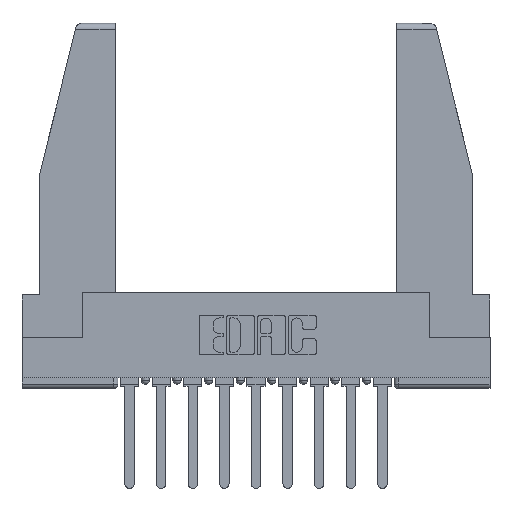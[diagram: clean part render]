
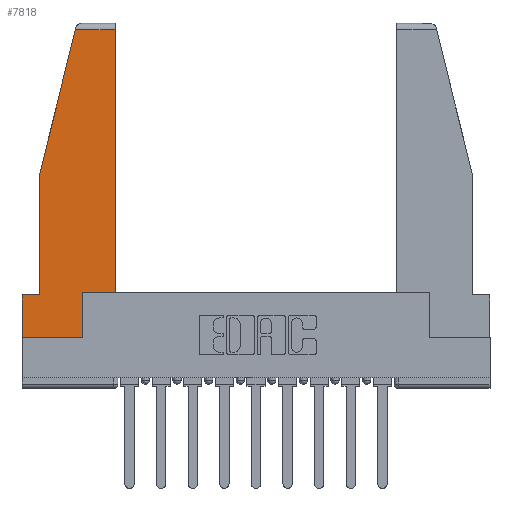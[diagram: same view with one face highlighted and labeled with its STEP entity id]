
A CAD part, top view. The second image highlights one B-rep face of the part: STEP entity #7818.
In plain terms, the highlighted planar face has unit normal (0, 0, 1).
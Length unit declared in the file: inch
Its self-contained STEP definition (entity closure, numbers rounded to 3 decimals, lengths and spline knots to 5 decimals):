
#271 = DIRECTION ( 'NONE',  ( 0., 1., 0. ) ) ;
#699 = CARTESIAN_POINT ( 'NONE',  ( 0.086, 0.8, 0. ) ) ;
#815 = CARTESIAN_POINT ( 'NONE',  ( 0.461, 1.52, 0. ) ) ;
#1371 = DIRECTION ( 'NONE',  ( -1., 0., 0. ) ) ;
#1506 = VERTEX_POINT ( 'NONE', #13974 ) ;
#1981 = DIRECTION ( 'NONE',  ( -1., 0., 0. ) ) ;
#2001 = CARTESIAN_POINT ( 'NONE',  ( 0., 0., 0. ) ) ;
#3027 = VECTOR ( 'NONE', #10154, 39.37008 ) ;
#3327 = CARTESIAN_POINT ( 'NONE',  ( 0., 0., 0. ) ) ;
#3401 = VERTEX_POINT ( 'NONE', #13459 ) ;
#3411 = VERTEX_POINT ( 'NONE', #815 ) ;
#4165 = VECTOR ( 'NONE', #1981, 39.37008 ) ;
#4441 = ORIENTED_EDGE ( 'NONE', *, *, #10737, .T. ) ;
#4628 = ORIENTED_EDGE ( 'NONE', *, *, #12422, .T. ) ;
#4712 = CARTESIAN_POINT ( 'NONE',  ( 0.297, 0., 0. ) ) ;
#4878 = LINE ( 'NONE', #10620, #6131 ) ;
#4963 = VERTEX_POINT ( 'NONE', #11095 ) ;
#5049 = ORIENTED_EDGE ( 'NONE', *, *, #14512, .T. ) ;
#5109 = VECTOR ( 'NONE', #6881, 39.37008 ) ;
#5679 = CARTESIAN_POINT ( 'NONE',  ( 0.271, 1.55, 0. ) ) ;
#5978 = LINE ( 'NONE', #11233, #4165 ) ;
#6131 = VECTOR ( 'NONE', #11785, 39.37008 ) ;
#6176 = EDGE_CURVE ( 'NONE', #4963, #8515, #14601, .T. ) ;
#6231 = LINE ( 'NONE', #10510, #9835 ) ;
#6526 = VERTEX_POINT ( 'NONE', #13087 ) ;
#6612 = DIRECTION ( 'NONE',  ( 1., 0., 0. ) ) ;
#6881 = DIRECTION ( 'NONE',  ( 0., 1., 0. ) ) ;
#6932 = VECTOR ( 'NONE', #13697, 39.37008 ) ;
#7114 = CARTESIAN_POINT ( 'NONE',  ( 0.086, 0.8, 0. ) ) ;
#7193 = VECTOR ( 'NONE', #14356, 39.37008 ) ;
#7346 = LINE ( 'NONE', #4712, #11312 ) ;
#7389 = EDGE_CURVE ( 'NONE', #8515, #3411, #11402, .T. ) ;
#7487 = VERTEX_POINT ( 'NONE', #3327 ) ;
#7627 = ORIENTED_EDGE ( 'NONE', *, *, #12355, .T. ) ;
#7818 = ADVANCED_FACE ( 'NONE', ( #8862 ), #13530, .T. ) ;
#8094 = CARTESIAN_POINT ( 'NONE',  ( 0.461, 0.223, 0. ) ) ;
#8337 = EDGE_CURVE ( 'NONE', #1506, #3401, #5978, .T. ) ;
#8515 = VERTEX_POINT ( 'NONE', #8094 ) ;
#8730 = EDGE_CURVE ( 'NONE', #7487, #6526, #4878, .T. ) ;
#8832 = DIRECTION ( 'NONE',  ( 0., 0., 1. ) ) ;
#8862 = FACE_OUTER_BOUND ( 'NONE', #11824, .T. ) ;
#9280 = LINE ( 'NONE', #14925, #6932 ) ;
#9761 = CARTESIAN_POINT ( 'NONE',  ( 0.297, 0.223, 0. ) ) ;
#9835 = VECTOR ( 'NONE', #1371, 39.37008 ) ;
#9911 = DIRECTION ( 'NONE',  ( 0., -1., 0. ) ) ;
#10093 = ORIENTED_EDGE ( 'NONE', *, *, #7389, .T. ) ;
#10154 = DIRECTION ( 'NONE',  ( -0.239, -0.971, 0. ) ) ;
#10194 = AXIS2_PLACEMENT_3D ( 'NONE', #2001, #8832, #6612 ) ;
#10510 = CARTESIAN_POINT ( 'NONE',  ( 0., 1.52, 0. ) ) ;
#10620 = CARTESIAN_POINT ( 'NONE',  ( 0., 0., 0. ) ) ;
#10737 = EDGE_CURVE ( 'NONE', #13481, #14389, #11680, .T. ) ;
#11095 = CARTESIAN_POINT ( 'NONE',  ( 0.297, 0.223, 0. ) ) ;
#11233 = CARTESIAN_POINT ( 'NONE',  ( 0., 0.21, 0. ) ) ;
#11312 = VECTOR ( 'NONE', #271, 39.37008 ) ;
#11402 = LINE ( 'NONE', #13809, #5109 ) ;
#11609 = ORIENTED_EDGE ( 'NONE', *, *, #6176, .T. ) ;
#11680 = LINE ( 'NONE', #5679, #3027 ) ;
#11785 = DIRECTION ( 'NONE',  ( 1., 0., 0. ) ) ;
#11824 = EDGE_LOOP ( 'NONE', ( #10093, #13121, #4441, #7627, #13852, #4628, #13220, #5049, #11609 ) ) ;
#12146 = EDGE_CURVE ( 'NONE', #3411, #13481, #6231, .T. ) ;
#12355 = EDGE_CURVE ( 'NONE', #14389, #1506, #12367, .T. ) ;
#12367 = LINE ( 'NONE', #699, #14736 ) ;
#12422 = EDGE_CURVE ( 'NONE', #3401, #7487, #9280, .T. ) ;
#13070 = CARTESIAN_POINT ( 'NONE',  ( 0.2636, 1.52, 0. ) ) ;
#13087 = CARTESIAN_POINT ( 'NONE',  ( 0.297, 0., 0. ) ) ;
#13121 = ORIENTED_EDGE ( 'NONE', *, *, #12146, .T. ) ;
#13220 = ORIENTED_EDGE ( 'NONE', *, *, #8730, .T. ) ;
#13459 = CARTESIAN_POINT ( 'NONE',  ( 0., 0.21, 0. ) ) ;
#13481 = VERTEX_POINT ( 'NONE', #13070 ) ;
#13530 = PLANE ( 'NONE',  #10194 ) ;
#13697 = DIRECTION ( 'NONE',  ( 0., -1., 0. ) ) ;
#13809 = CARTESIAN_POINT ( 'NONE',  ( 0.461, 0.223, 0. ) ) ;
#13852 = ORIENTED_EDGE ( 'NONE', *, *, #8337, .T. ) ;
#13974 = CARTESIAN_POINT ( 'NONE',  ( 0.086, 0.21, 0. ) ) ;
#14356 = DIRECTION ( 'NONE',  ( 1., 0., 0. ) ) ;
#14389 = VERTEX_POINT ( 'NONE', #7114 ) ;
#14512 = EDGE_CURVE ( 'NONE', #6526, #4963, #7346, .T. ) ;
#14601 = LINE ( 'NONE', #9761, #7193 ) ;
#14736 = VECTOR ( 'NONE', #9911, 39.37008 ) ;
#14925 = CARTESIAN_POINT ( 'NONE',  ( 0., 0.21, 0. ) ) ;
